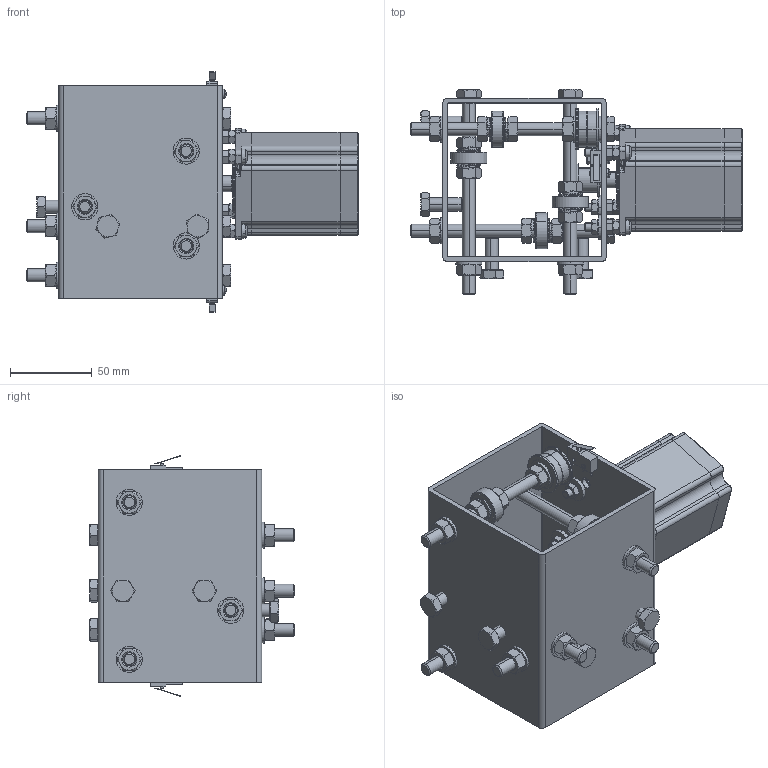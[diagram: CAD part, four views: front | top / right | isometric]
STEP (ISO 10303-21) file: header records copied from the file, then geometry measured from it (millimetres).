
FILE_DESCRIPTION (( 'STEP AP214' ), '1' );
FILE_NAME ('Trolley Y1.STEP', '2015-10-26T08:25:16', ( '' ), ( '' ), 'SwSTEP 2.0', 'SolidWorks 2015', '' );
FILE_SCHEMA (( 'AUTOMOTIVE_DESIGN' ));
Length unit declared in the file: millimetre
Products named in the file (18): DIN 934 M8 8.8; DIN 7985 M3x12 Grade A2f; DIN 125 8.4 Grade A; NEMA 23 Stepper motor___ _________; Timing pulley; DIN 127 8.5; DIN 7349 5.3; Trolley Y1; visnfeniso14583_m3x10_4_8; DIN 934 M3 8.8; Bearing F608Z; Beam Short Y; DIN 933 M8x20 Grade A 8.8; DIN 934 M5 8.8; Micro switch_D‚faut; DIN 933 M8x120 Grade A 8.8; Bearing 608ZZ; DIN 7985 M5x25 Grade A2f
Assembly tree (92 placements, depth 2):
  Trolley Y1
    Beam Short Y
    NEMA 23 Stepper motor___ _________
    Timing pulley
    Micro switch_D‚faut  x2
    Bearing F608Z  x4
    Bearing 608ZZ  x6
    DIN 933 M8x120 Grade A 8.8  x6
    DIN 933 M8x20 Grade A 8.8  x4
    DIN 7985 M5x25 Grade A2f  x4
    DIN 7985 M3x12 Grade A2f  x2
    DIN 934 M8 8.8  x20
    DIN 934 M5 8.8  x12
    DIN 934 M3 8.8  x2
    DIN 125 8.4 Grade A  x10
    DIN 127 8.5  x12
    DIN 7349 5.3  x4
    visnfeniso14583_m3x10_4_8
Bounding box: 203 x 125.3 x 147.2 mm (x, y, z)
Volume: 457565.9 mm3; surface area: 221438.8 mm2
Topology: 104 solids, 132 shells, 2894 faces, 6550 edges, 3947 vertices
Faces by surface type: plane 969, cone 754, cylinder 642, torus 265, bspline 256, sphere 8
Entity records: 39423 total; most frequent: CARTESIAN_POINT 12107, DIRECTION 5354, ORIENTED_EDGE 5214, EDGE_CURVE 2609, AXIS2_PLACEMENT_3D 2203, VERTEX_POINT 1580, EDGE_LOOP 1237, CIRCLE 1155
